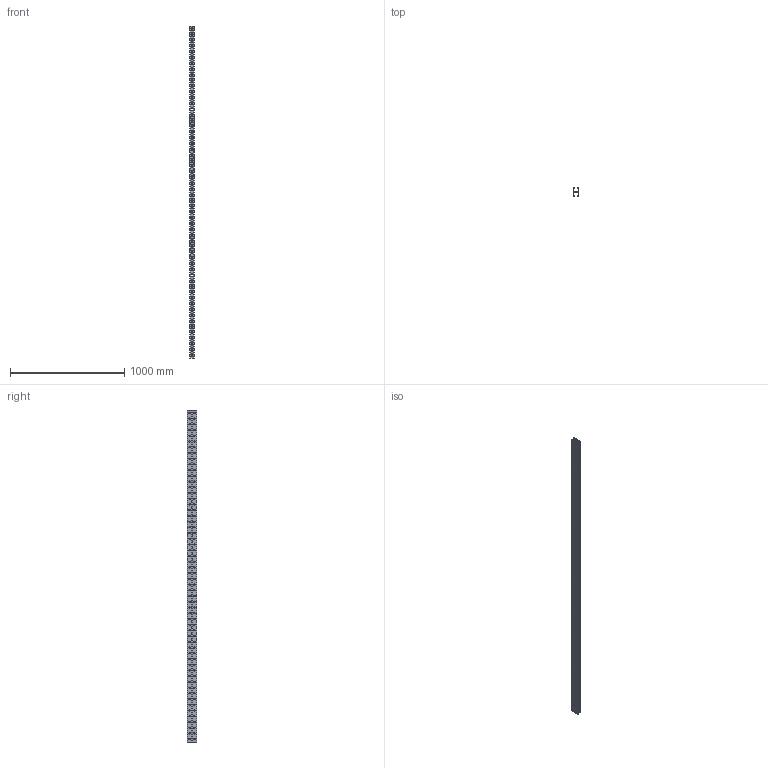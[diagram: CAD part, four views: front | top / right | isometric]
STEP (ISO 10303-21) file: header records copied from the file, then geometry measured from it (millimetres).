
FILE_DESCRIPTION (( 'STEP AP203' ), '1' );
FILE_NAME ('Äâîéíîé STRUT-ïðîôèëü_h41-L2900.step', '2022-01-24T13:29:21', ( '' ), ( '' ), 'SwSTEP 2.0', 'SolidWorks 2017', '' );
FILE_SCHEMA (( 'CONFIG_CONTROL_DESIGN' ));
Products named in the file (2): STRUT-镳铘桦黖h41-2900; Äâîéíîé STRUT-ïðîôèëü_h41-L2900
Assembly tree (2 placements, depth 2):
  Äâîéíîé STRUT-ïðîôèëü_h41-L2900
    STRUT-镳铘桦黖h41-2900  x2
Bounding box: 41 x 82 x 2900 mm (x, y, z)
Volume: 1144770.9 mm3; surface area: 1587321.4 mm2
Topology: 2 solids, 2 shells, 4688 faces, 14004 edges, 9320 vertices
Faces by surface type: plane 3980, cylinder 708
Entity records: 78726 total; most frequent: CARTESIAN_POINT 14011, ORIENTED_EDGE 14004, DIRECTION 12408, EDGE_CURVE 7002, VECTOR 6294, LINE 6294, VERTEX_POINT 4660, AXIS2_PLACEMENT_3D 3057
